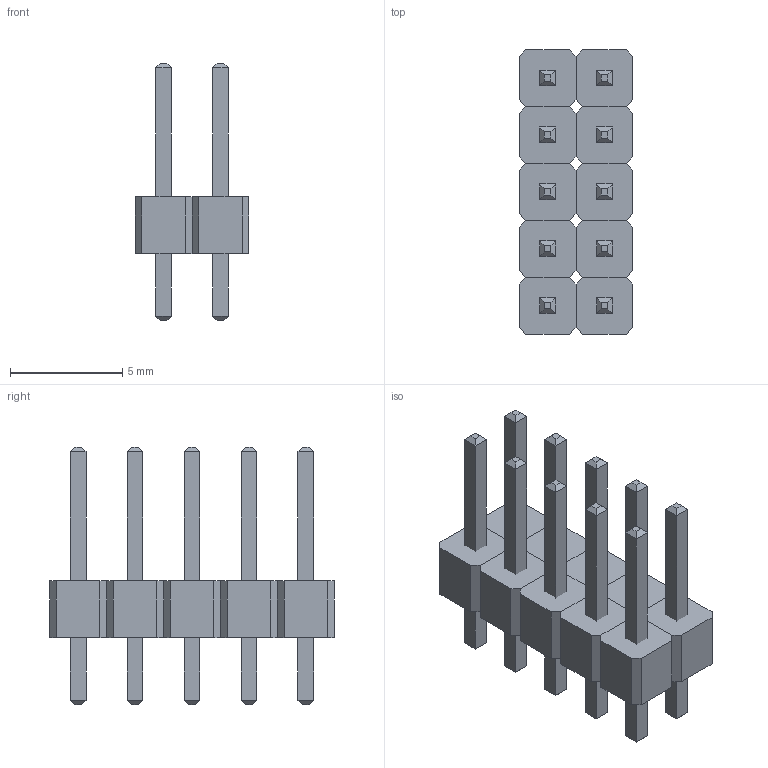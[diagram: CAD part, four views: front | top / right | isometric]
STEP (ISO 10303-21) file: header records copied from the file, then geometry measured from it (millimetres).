
FILE_DESCRIPTION(('FreeCAD Model'),'2;1');
FILE_NAME('Open CASCADE Shape Model','2022-07-24T18:37:18',( 'kicad StepUp'),('ksu MCAD'),'Open CASCADE STEP processor 7.5', 'FreeCAD','Unknown');
FILE_SCHEMA(('AUTOMOTIVE_DESIGN { 1 0 10303 214 1 1 1 1 }'));
Length unit declared in the file: millimetre
Products named in the file (3): PinHeader_P2.54mm_2x05; Pin001; Body002
Assembly tree (2 placements, depth 2):
  PinHeader_P2.54mm_2x05
    Pin001
    Body002
Bounding box: 5.08 x 12.7 x 11.5 mm (x, y, z)
Volume: 214.7 mm3; surface area: 561.4 mm2
Topology: 11 solids, 11 shells, 254 faces, 548 edges, 308 vertices
Faces by surface type: plane 254
Entity records: 6662 total; most frequent: CARTESIAN_POINT 1113, ORIENTED_EDGE 1096, DIRECTION 1062, EDGE_CURVE 548, LINE 548, VECTOR 548, VERTEX_POINT 308, AXIS2_PLACEMENT_3D 257
